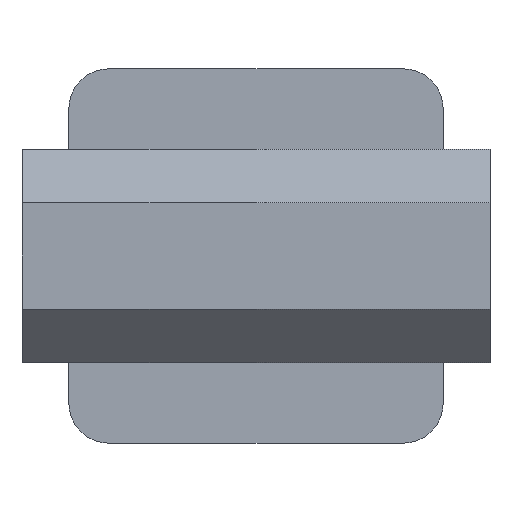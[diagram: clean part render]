
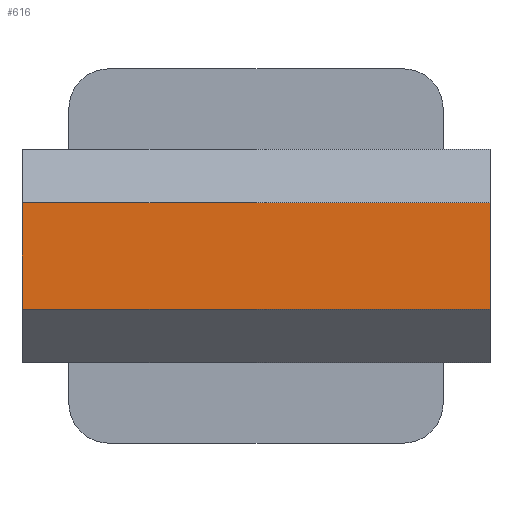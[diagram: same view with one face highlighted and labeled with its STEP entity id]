
A CAD part, front view. The second image highlights one B-rep face of the part: STEP entity #616.
In plain terms, the highlighted planar face has unit normal (0, -1, 0).
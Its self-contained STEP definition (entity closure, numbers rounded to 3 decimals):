
#7 = CARTESIAN_POINT ( 'NONE',  ( 35., -49.4, -8. ) ) ;
#56 = ORIENTED_EDGE ( 'NONE', *, *, #1756, .T. ) ;
#92 = VERTEX_POINT ( 'NONE', #7 ) ;
#109 = CARTESIAN_POINT ( 'NONE',  ( 35., -49.4, -8. ) ) ;
#284 = DIRECTION ( 'NONE',  ( -1., 0., 0. ) ) ;
#340 = DIRECTION ( 'NONE',  ( -1., 0., 0. ) ) ;
#352 = LINE ( 'NONE', #1074, #1152 ) ;
#420 = CARTESIAN_POINT ( 'NONE',  ( -35., -49.4, -8. ) ) ;
#430 = EDGE_CURVE ( 'NONE', #1443, #92, #449, .T. ) ;
#441 = CARTESIAN_POINT ( 'NONE',  ( 35., -49.4, 8. ) ) ;
#449 = LINE ( 'NONE', #1322, #1740 ) ;
#462 = ORIENTED_EDGE ( 'NONE', *, *, #430, .F. ) ;
#507 = VERTEX_POINT ( 'NONE', #1068 ) ;
#555 = VECTOR ( 'NONE', #284, 1000. ) ;
#556 = FACE_OUTER_BOUND ( 'NONE', #1097, .T. ) ;
#586 = LINE ( 'NONE', #1746, #555 ) ;
#616 = ADVANCED_FACE ( 'NONE', ( #556 ), #1846, .F. ) ;
#770 = EDGE_CURVE ( 'NONE', #92, #1000, #352, .T. ) ;
#878 = ORIENTED_EDGE ( 'NONE', *, *, #770, .F. ) ;
#1000 = VERTEX_POINT ( 'NONE', #1041 ) ;
#1041 = CARTESIAN_POINT ( 'NONE',  ( -35., -49.4, -8. ) ) ;
#1068 = CARTESIAN_POINT ( 'NONE',  ( -35., -49.4, 8. ) ) ;
#1074 = CARTESIAN_POINT ( 'NONE',  ( 35., -49.4, -8. ) ) ;
#1097 = EDGE_LOOP ( 'NONE', ( #1209, #56, #878, #462 ) ) ;
#1116 = DIRECTION ( 'NONE',  ( 0., 1., 0. ) ) ;
#1152 = VECTOR ( 'NONE', #340, 1000. ) ;
#1197 = VECTOR ( 'NONE', #1260, 1000. ) ;
#1198 = DIRECTION ( 'NONE',  ( 0., 0., -1. ) ) ;
#1209 = ORIENTED_EDGE ( 'NONE', *, *, #1602, .T. ) ;
#1260 = DIRECTION ( 'NONE',  ( 0., 0., -1. ) ) ;
#1297 = LINE ( 'NONE', #420, #1197 ) ;
#1322 = CARTESIAN_POINT ( 'NONE',  ( 35., -49.4, -8. ) ) ;
#1443 = VERTEX_POINT ( 'NONE', #441 ) ;
#1602 = EDGE_CURVE ( 'NONE', #1443, #507, #586, .T. ) ;
#1740 = VECTOR ( 'NONE', #1198, 1000. ) ;
#1746 = CARTESIAN_POINT ( 'NONE',  ( 35., -49.4, 8. ) ) ;
#1756 = EDGE_CURVE ( 'NONE', #507, #1000, #1297, .T. ) ;
#1828 = AXIS2_PLACEMENT_3D ( 'NONE', #109, #1116, #1863 ) ;
#1846 = PLANE ( 'NONE',  #1828 ) ;
#1863 = DIRECTION ( 'NONE',  ( 0., 0., 1. ) ) ;
